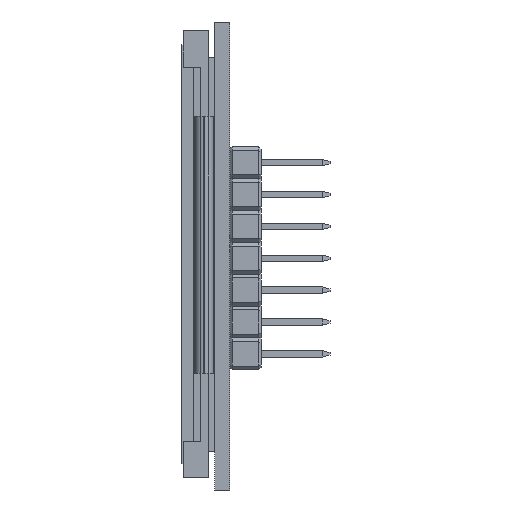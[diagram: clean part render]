
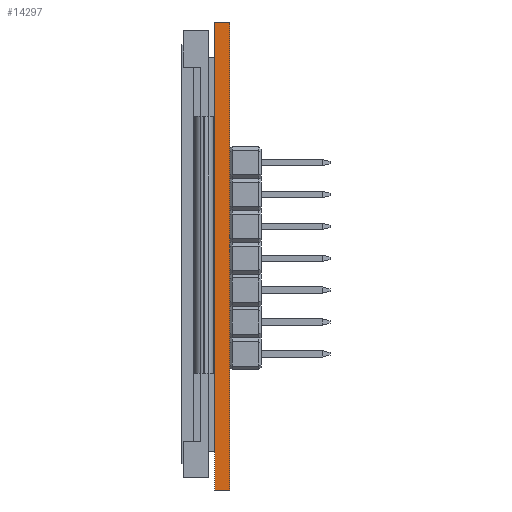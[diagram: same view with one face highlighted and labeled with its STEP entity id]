
A CAD part, left-side view. The second image highlights one B-rep face of the part: STEP entity #14297.
In plain terms, the highlighted planar face has unit normal (-1, 0, 0).
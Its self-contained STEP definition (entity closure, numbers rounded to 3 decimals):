
#1319=FACE_OUTER_BOUND('',#2199,.T.);
#2199=EDGE_LOOP('',(#11427,#11428,#11429,#11430));
#2725=LINE('',#18874,#4300);
#3375=LINE('',#24335,#4950);
#3376=LINE('',#24337,#4951);
#3377=LINE('',#24338,#4952);
#4300=VECTOR('',#15558,10.);
#4950=VECTOR('',#16590,10.);
#4951=VECTOR('',#16591,10.);
#4952=VECTOR('',#16592,10.);
#5873=VERTEX_POINT('',#18871);
#5874=VERTEX_POINT('',#18873);
#6574=VERTEX_POINT('',#24334);
#6575=VERTEX_POINT('',#24336);
#7213=EDGE_CURVE('',#5873,#5874,#2725,.T.);
#8263=EDGE_CURVE('',#5873,#6574,#3375,.T.);
#8264=EDGE_CURVE('',#6575,#6574,#3376,.T.);
#8265=EDGE_CURVE('',#5874,#6575,#3377,.T.);
#11427=ORIENTED_EDGE('',*,*,#7213,.F.);
#11428=ORIENTED_EDGE('',*,*,#8263,.T.);
#11429=ORIENTED_EDGE('',*,*,#8264,.F.);
#11430=ORIENTED_EDGE('',*,*,#8265,.F.);
#13486=PLANE('',#14969);
#14297=ADVANCED_FACE('',(#1319),#13486,.T.);
#14969=AXIS2_PLACEMENT_3D('',#24333,#16588,#16589);
#15558=DIRECTION('',(0.,0.,-1.));
#16588=DIRECTION('center_axis',(-1.,0.,0.));
#16589=DIRECTION('ref_axis',(0.,0.,1.));
#16590=DIRECTION('',(0.,1.,0.));
#16591=DIRECTION('',(0.,0.,1.));
#16592=DIRECTION('',(0.,1.,0.));
#18871=CARTESIAN_POINT('',(0.,0.,37.3));
#18873=CARTESIAN_POINT('',(0.,0.,0.));
#18874=CARTESIAN_POINT('',(0.,0.,37.3));
#24333=CARTESIAN_POINT('Origin',(0.,0.,0.));
#24334=CARTESIAN_POINT('',(0.,1.2,37.3));
#24335=CARTESIAN_POINT('',(0.,0.,37.3));
#24336=CARTESIAN_POINT('',(0.,1.2,0.));
#24337=CARTESIAN_POINT('',(0.,1.2,37.3));
#24338=CARTESIAN_POINT('',(0.,0.,0.));
